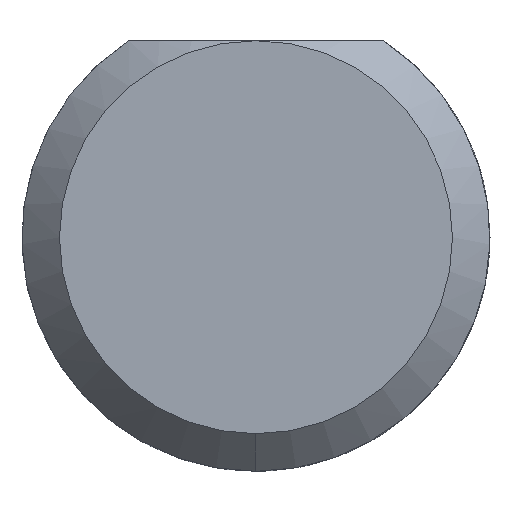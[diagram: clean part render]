
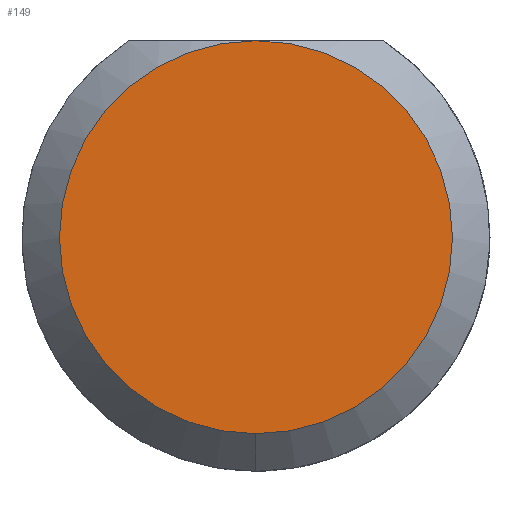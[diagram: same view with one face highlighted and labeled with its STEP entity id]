
A CAD part, left-side view. The second image highlights one B-rep face of the part: STEP entity #149.
In plain terms, the highlighted planar face has unit normal (-1, 0, 0).
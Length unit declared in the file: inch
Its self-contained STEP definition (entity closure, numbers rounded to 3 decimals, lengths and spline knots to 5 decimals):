
#15 = EDGE_CURVE ( 'NONE', #223, #37, #40, .T. ) ;
#37 = VERTEX_POINT ( 'NONE', #694 ) ;
#40 = CIRCLE ( 'NONE', #372, 0.05235 ) ;
#65 = CIRCLE ( 'NONE', #482, 0.05235 ) ;
#83 = DIRECTION ( 'NONE',  ( 0., 0., -1. ) ) ;
#107 = DIRECTION ( 'NONE',  ( -1., 0., 0. ) ) ;
#149 = ADVANCED_FACE ( 'NONE', ( #326 ), #491, .F. ) ;
#181 = EDGE_CURVE ( 'NONE', #37, #223, #65, .T. ) ;
#213 = CARTESIAN_POINT ( 'NONE',  ( 0., 0., 0. ) ) ;
#222 = CARTESIAN_POINT ( 'NONE',  ( 0., 0., 0.05235 ) ) ;
#223 = VERTEX_POINT ( 'NONE', #222 ) ;
#250 = CARTESIAN_POINT ( 'NONE',  ( 0., 0., 0. ) ) ;
#260 = DIRECTION ( 'NONE',  ( -1., 0., 0. ) ) ;
#264 = EDGE_LOOP ( 'NONE', ( #525, #666 ) ) ;
#326 = FACE_OUTER_BOUND ( 'NONE', #264, .T. ) ;
#372 = AXIS2_PLACEMENT_3D ( 'NONE', #250, #260, #83 ) ;
#480 = DIRECTION ( 'NONE',  ( 1., 0., 0. ) ) ;
#482 = AXIS2_PLACEMENT_3D ( 'NONE', #213, #107, #659 ) ;
#487 = CARTESIAN_POINT ( 'NONE',  ( 0., 0., 0. ) ) ;
#491 = PLANE ( 'NONE',  #505 ) ;
#505 = AXIS2_PLACEMENT_3D ( 'NONE', #487, #480, #597 ) ;
#525 = ORIENTED_EDGE ( 'NONE', *, *, #15, .T. ) ;
#597 = DIRECTION ( 'NONE',  ( 0., 0., -1. ) ) ;
#659 = DIRECTION ( 'NONE',  ( 0., 0., -1. ) ) ;
#666 = ORIENTED_EDGE ( 'NONE', *, *, #181, .T. ) ;
#694 = CARTESIAN_POINT ( 'NONE',  ( 0., 0., -0.05235 ) ) ;
